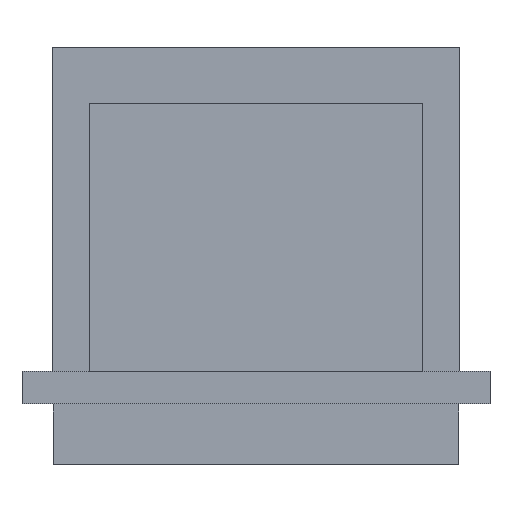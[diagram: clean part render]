
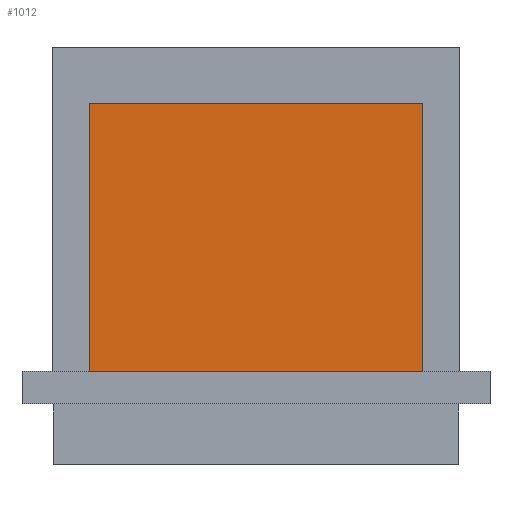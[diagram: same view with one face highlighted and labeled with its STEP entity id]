
A CAD part, front view. The second image highlights one B-rep face of the part: STEP entity #1012.
In plain terms, the highlighted planar face has unit normal (0, -1, 0).
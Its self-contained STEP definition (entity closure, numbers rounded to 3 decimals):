
#40=PLANE('',#1093);
#92=FACE_OUTER_BOUND('',#148,.T.);
#148=EDGE_LOOP('',(#817,#818,#819,#820));
#236=LINE('',#1539,#364);
#237=LINE('',#1542,#365);
#238=LINE('',#1544,#366);
#239=LINE('',#1545,#367);
#364=VECTOR('',#1253,10.);
#365=VECTOR('',#1256,10.);
#366=VECTOR('',#1257,10.);
#367=VECTOR('',#1258,10.);
#494=VERTEX_POINT('',#1533);
#496=VERTEX_POINT('',#1537);
#497=VERTEX_POINT('',#1541);
#498=VERTEX_POINT('',#1543);
#612=EDGE_CURVE('',#494,#496,#236,.T.);
#613=EDGE_CURVE('',#494,#497,#237,.T.);
#614=EDGE_CURVE('',#498,#496,#238,.T.);
#615=EDGE_CURVE('',#497,#498,#239,.T.);
#817=ORIENTED_EDGE('',*,*,#613,.F.);
#818=ORIENTED_EDGE('',*,*,#612,.T.);
#819=ORIENTED_EDGE('',*,*,#614,.F.);
#820=ORIENTED_EDGE('',*,*,#615,.F.);
#1012=ADVANCED_FACE('',(#92),#40,.T.);
#1093=AXIS2_PLACEMENT_3D('',#1540,#1254,#1255);
#1253=DIRECTION('',(0.,0.,1.));
#1254=DIRECTION('center_axis',(0.,-1.,0.));
#1255=DIRECTION('ref_axis',(1.,0.,0.));
#1256=DIRECTION('',(-1.,0.,0.));
#1257=DIRECTION('',(1.,0.,0.));
#1258=DIRECTION('',(0.,0.,1.));
#1533=CARTESIAN_POINT('',(8.225,-39.95,4.6));
#1537=CARTESIAN_POINT('',(8.225,-39.95,17.85));
#1539=CARTESIAN_POINT('',(8.225,-39.95,4.6));
#1540=CARTESIAN_POINT('Origin',(-8.225,-39.95,4.6));
#1541=CARTESIAN_POINT('',(-8.225,-39.95,4.6));
#1542=CARTESIAN_POINT('',(8.225,-39.95,4.6));
#1543=CARTESIAN_POINT('',(-8.225,-39.95,17.85));
#1544=CARTESIAN_POINT('',(8.225,-39.95,17.85));
#1545=CARTESIAN_POINT('',(-8.225,-39.95,4.6));
